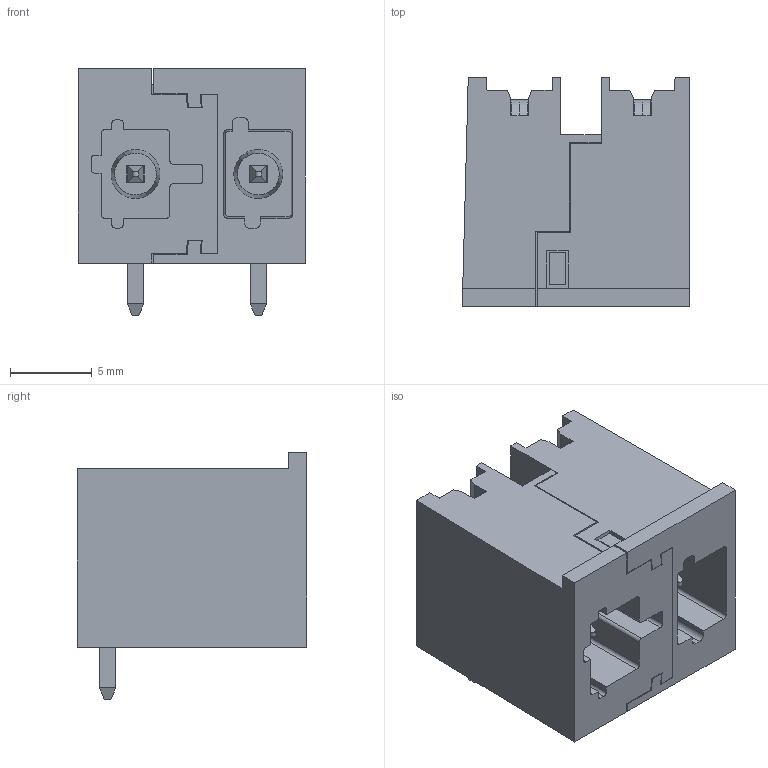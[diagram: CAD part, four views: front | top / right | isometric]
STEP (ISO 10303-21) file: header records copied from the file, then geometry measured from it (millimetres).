
FILE_DESCRIPTION(('CATIA V5 STEP Exchange','CAx-IF Rec.Pracs.--- Model Styling and Organization---1.4--- 2014-01-23'),'2;1');
FILE_NAME ('1356688-2_1_8000078306_8000078306.stp','2022-01-31T11:29:43+00:00',('none'),('Weidmueller'),'CATIA Version 5-6 Release 2016 SP3 HF44','CATIA V5 STEP AP214','none');
FILE_SCHEMA(('AUTOMOTIVE_DESIGN { 1 0 10303 214 1 1 1 1 }'));
Length unit declared in the file: millimetre
Products named in the file (1): 8000078306
Bounding box: 13.9 x 14 x 15.1 mm (x, y, z)
Volume: 1477.5 mm3; surface area: 2227.8 mm2
Topology: 4 solids, 4 shells, 215 faces, 607 edges, 403 vertices
Faces by surface type: plane 177, cylinder 14, extrusion 12, revolution 8, cone 4
Entity records: 7472 total; most frequent: CARTESIAN_POINT 1770, ORIENTED_EDGE 1214, DIRECTION 973, EDGE_CURVE 607, VECTOR 541, LINE 529, VERTEX_POINT 403, AXIS2_PLACEMENT_3D 230
